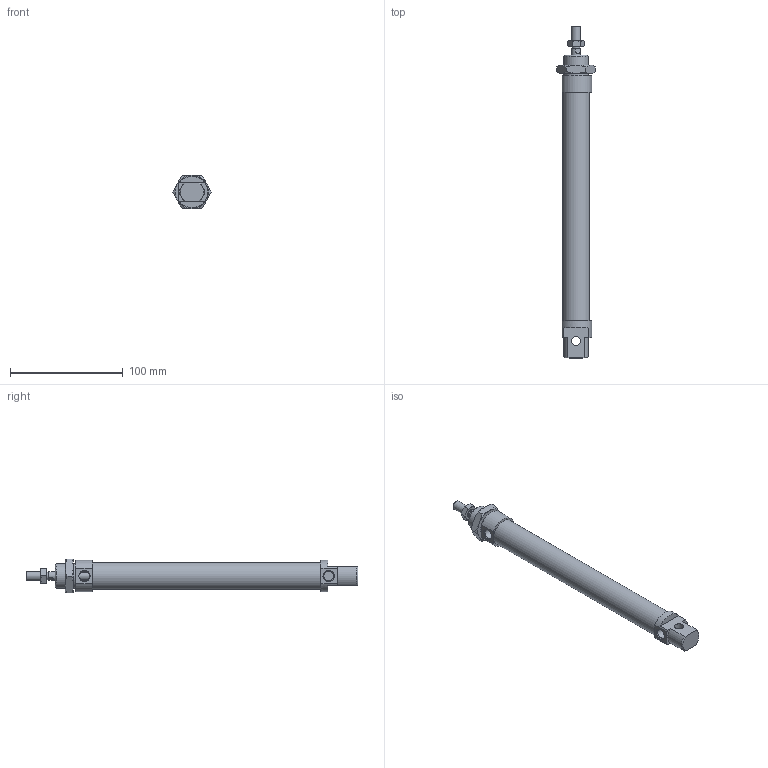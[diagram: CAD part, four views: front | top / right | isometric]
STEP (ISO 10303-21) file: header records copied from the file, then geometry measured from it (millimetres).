
FILE_DESCRIPTION(/* description */ ('Unknown'),/* implementation_level */ '2;1');
FILE_NAME(/* name */ '1260.20.165',/* time_stamp */ '2019-03-21T11:38:04-04:00',/* author */ ('Unknown'),/* organization */ ('Unknown'),/* preprocessor_version */ 'ST-DEVELOPER v16.7',/* originating_system */ 'DEX',/* authorisation */ $);
FILE_SCHEMA (('AUTOMOTIVE_DESIGN {1 0 10303 214 3 1 1}'));
Length unit declared in the file: millimetre
Products named in the file (5): 1260_20_XXXX; S1260_20_XXXX; 1200_20_05; C1260_20_XXXX; 1200_20_06
Assembly tree (4 placements, depth 2):
  1260_20_XXXX
    S1260_20_XXXX
    1200_20_05
    C1260_20_XXXX
    1200_20_06
Bounding box: 34.64 x 295 x 30 mm (x, y, z)
Volume: 79989.2 mm3; surface area: 43268.4 mm2
Topology: 4 solids, 4 shells, 96 faces, 211 edges, 130 vertices
Faces by surface type: plane 46, cone 33, cylinder 17
Full cylindrical faces by diameter (mm): 6.5 x1, 6.75 x1, 8 x4, 8.7 x2, 20 x2, 20.5 x1, 22 x1, 24 x1
Entity records: 2877 total; most frequent: CARTESIAN_POINT 521, DIRECTION 408, ORIENTED_EDGE 364, EDGE_CURVE 182, AXIS2_PLACEMENT_3D 179, EDGE_LOOP 132, FACE_BOUND 132, VERTEX_POINT 122
